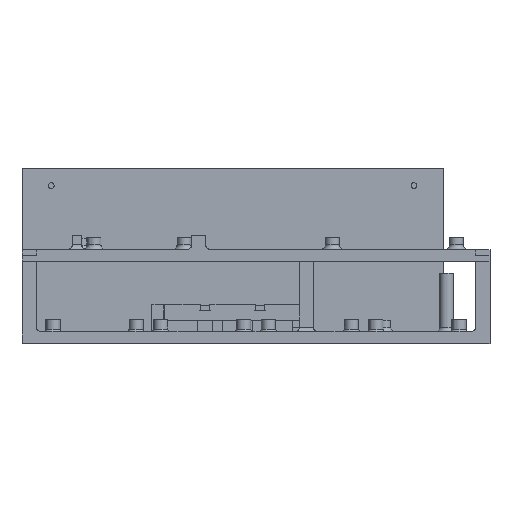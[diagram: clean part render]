
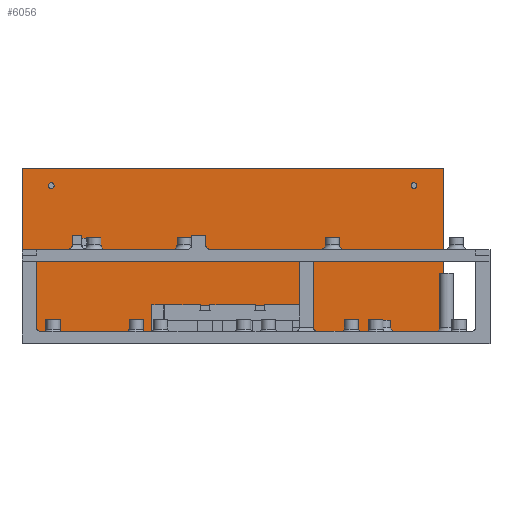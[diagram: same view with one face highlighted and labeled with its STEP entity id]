
A CAD part, top view. The second image highlights one B-rep face of the part: STEP entity #6056.
In plain terms, the highlighted planar face has unit normal (0, 0, 1).
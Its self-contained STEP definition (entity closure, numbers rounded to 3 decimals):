
#247=FACE_BOUND('',#1130,.T.);
#248=FACE_BOUND('',#1131,.T.);
#366=CIRCLE('',#6362,1.25);
#368=CIRCLE('',#6365,1.25);
#438=CIRCLE('',#6483,2.);
#761=FACE_OUTER_BOUND('',#1129,.T.);
#1129=EDGE_LOOP('',(#4422,#4423,#4424,#4425,#4426,#4427,#4428,#4429,#4430,
#4431,#4432,#4433,#4434));
#1130=EDGE_LOOP('',(#4435));
#1131=EDGE_LOOP('',(#4436));
#1581=LINE('',#9123,#2099);
#1608=LINE('',#9198,#2126);
#1651=LINE('',#9467,#2169);
#1673=LINE('',#9524,#2191);
#1678=LINE('',#9534,#2196);
#1692=LINE('',#9562,#2210);
#1702=LINE('',#9579,#2220);
#1703=LINE('',#9580,#2221);
#1704=LINE('',#9582,#2222);
#1705=LINE('',#9584,#2223);
#1706=LINE('',#9586,#2224);
#1707=LINE('',#9587,#2225);
#2099=VECTOR('',#7222,10.);
#2126=VECTOR('',#7271,10.);
#2169=VECTOR('',#7448,10.);
#2191=VECTOR('',#7490,10.);
#2196=VECTOR('',#7499,10.);
#2210=VECTOR('',#7519,10.);
#2220=VECTOR('',#7531,10.);
#2221=VECTOR('',#7532,10.);
#2222=VECTOR('',#7533,10.);
#2223=VECTOR('',#7534,10.);
#2224=VECTOR('',#7535,10.);
#2225=VECTOR('',#7536,10.);
#2588=VERTEX_POINT('',#9012);
#2590=VERTEX_POINT('',#9018);
#2621=VERTEX_POINT('',#9120);
#2622=VERTEX_POINT('',#9122);
#2658=VERTEX_POINT('',#9195);
#2659=VERTEX_POINT('',#9197);
#2731=VERTEX_POINT('',#9462);
#2732=VERTEX_POINT('',#9466);
#2746=VERTEX_POINT('',#9520);
#2747=VERTEX_POINT('',#9522);
#2750=VERTEX_POINT('',#9532);
#2761=VERTEX_POINT('',#9561);
#2768=VERTEX_POINT('',#9581);
#2769=VERTEX_POINT('',#9583);
#2770=VERTEX_POINT('',#9585);
#3184=EDGE_CURVE('',#2588,#2588,#366,.T.);
#3187=EDGE_CURVE('',#2590,#2590,#368,.T.);
#3232=EDGE_CURVE('',#2621,#2622,#1581,.T.);
#3270=EDGE_CURVE('',#2658,#2659,#1608,.T.);
#3365=EDGE_CURVE('',#2731,#2622,#438,.T.);
#3367=EDGE_CURVE('',#2732,#2731,#1651,.T.);
#3391=EDGE_CURVE('',#2746,#2747,#1673,.T.);
#3396=EDGE_CURVE('',#2747,#2750,#1678,.T.);
#3410=EDGE_CURVE('',#2761,#2746,#1692,.T.);
#3420=EDGE_CURVE('',#2621,#2761,#1702,.T.);
#3421=EDGE_CURVE('',#2750,#2659,#1703,.T.);
#3422=EDGE_CURVE('',#2658,#2768,#1704,.T.);
#3423=EDGE_CURVE('',#2769,#2768,#1705,.T.);
#3424=EDGE_CURVE('',#2770,#2769,#1706,.T.);
#3425=EDGE_CURVE('',#2770,#2732,#1707,.T.);
#4422=ORIENTED_EDGE('',*,*,#3365,.T.);
#4423=ORIENTED_EDGE('',*,*,#3232,.F.);
#4424=ORIENTED_EDGE('',*,*,#3420,.T.);
#4425=ORIENTED_EDGE('',*,*,#3410,.T.);
#4426=ORIENTED_EDGE('',*,*,#3391,.T.);
#4427=ORIENTED_EDGE('',*,*,#3396,.T.);
#4428=ORIENTED_EDGE('',*,*,#3421,.T.);
#4429=ORIENTED_EDGE('',*,*,#3270,.F.);
#4430=ORIENTED_EDGE('',*,*,#3422,.T.);
#4431=ORIENTED_EDGE('',*,*,#3423,.F.);
#4432=ORIENTED_EDGE('',*,*,#3424,.F.);
#4433=ORIENTED_EDGE('',*,*,#3425,.T.);
#4434=ORIENTED_EDGE('',*,*,#3367,.T.);
#4435=ORIENTED_EDGE('',*,*,#3184,.T.);
#4436=ORIENTED_EDGE('',*,*,#3187,.T.);
#5840=PLANE('',#6500);
#6056=ADVANCED_FACE('',(#761,#247,#248),#5840,.T.);
#6362=AXIS2_PLACEMENT_3D('',#9013,#7109,#7110);
#6365=AXIS2_PLACEMENT_3D('',#9019,#7116,#7117);
#6483=AXIS2_PLACEMENT_3D('',#9463,#7443,#7444);
#6500=AXIS2_PLACEMENT_3D('',#9578,#7529,#7530);
#7109=DIRECTION('center_axis',(0.,0.,-1.));
#7110=DIRECTION('ref_axis',(1.,0.,0.));
#7116=DIRECTION('center_axis',(0.,0.,-1.));
#7117=DIRECTION('ref_axis',(1.,0.,0.));
#7222=DIRECTION('',(-1.,0.,0.));
#7271=DIRECTION('',(-1.,0.,0.));
#7443=DIRECTION('center_axis',(0.,0.,1.));
#7444=DIRECTION('ref_axis',(-0.707,-0.707,0.));
#7448=DIRECTION('',(0.,-1.,0.));
#7490=DIRECTION('',(0.,1.,0.));
#7499=DIRECTION('',(1.,0.,0.));
#7519=DIRECTION('',(1.,0.,0.));
#7529=DIRECTION('center_axis',(0.,0.,1.));
#7530=DIRECTION('ref_axis',(1.,0.,0.));
#7531=DIRECTION('',(0.,1.,0.));
#7532=DIRECTION('',(0.,-1.,0.));
#7533=DIRECTION('',(0.,1.,0.));
#7534=DIRECTION('',(1.,0.,0.));
#7535=DIRECTION('',(0.,1.,0.));
#7536=DIRECTION('',(1.,0.,0.));
#9012=CARTESIAN_POINT('',(166.25,67.5,-140.));
#9013=CARTESIAN_POINT('Origin',(167.5,67.5,-140.));
#9018=CARTESIAN_POINT('',(11.25,67.5,-140.));
#9019=CARTESIAN_POINT('Origin',(12.5,67.5,-140.));
#9120=CARTESIAN_POINT('',(55.5,5.,-140.));
#9122=CARTESIAN_POINT('',(8.,5.,-140.));
#9123=CARTESIAN_POINT('',(50.,5.,-140.));
#9195=CARTESIAN_POINT('',(180.,5.,-140.));
#9197=CARTESIAN_POINT('',(124.5,5.,-140.));
#9198=CARTESIAN_POINT('',(50.,5.,-140.));
#9462=CARTESIAN_POINT('',(6.,7.,-140.));
#9463=CARTESIAN_POINT('Origin',(8.,7.,-140.));
#9466=CARTESIAN_POINT('',(6.,35.,-140.));
#9467=CARTESIAN_POINT('',(6.,5.,-140.));
#9520=CARTESIAN_POINT('',(118.5,16.5,-140.));
#9522=CARTESIAN_POINT('',(118.5,35.,-140.));
#9524=CARTESIAN_POINT('',(118.5,5.,-140.));
#9532=CARTESIAN_POINT('',(124.5,35.,-140.));
#9534=CARTESIAN_POINT('',(60.75,35.,-140.));
#9561=CARTESIAN_POINT('',(55.5,16.5,-140.));
#9562=CARTESIAN_POINT('',(45.,16.5,-140.));
#9578=CARTESIAN_POINT('Origin',(0.,5.,-140.));
#9579=CARTESIAN_POINT('',(55.5,5.,-140.));
#9580=CARTESIAN_POINT('',(124.5,5.,-140.));
#9581=CARTESIAN_POINT('',(180.,75.,-140.));
#9582=CARTESIAN_POINT('',(180.,5.,-140.));
#9583=CARTESIAN_POINT('',(0.,75.,-140.));
#9584=CARTESIAN_POINT('',(180.,75.,-140.));
#9585=CARTESIAN_POINT('',(0.,35.,-140.));
#9586=CARTESIAN_POINT('',(0.,5.,-140.));
#9587=CARTESIAN_POINT('',(1.5,35.,-140.));
